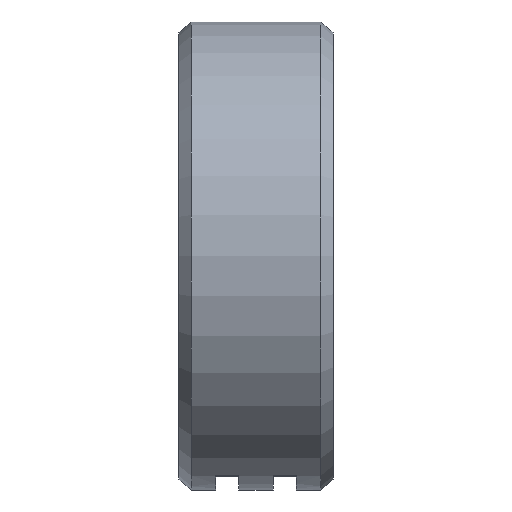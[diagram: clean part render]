
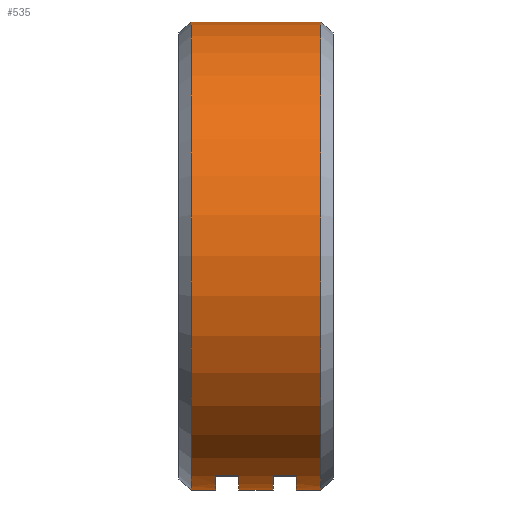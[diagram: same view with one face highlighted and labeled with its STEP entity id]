
A CAD part, top view. The second image highlights one B-rep face of the part: STEP entity #535.
In plain terms, the highlighted cylindrical face has radius 795 mm (diameter 1590 mm), a partial arc.
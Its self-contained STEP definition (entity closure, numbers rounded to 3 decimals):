
#231 = VERTEX_POINT( '', #639 );
#241 = EDGE_CURVE( '', #319, #475, #651, .T. );
#243 = VERTEX_POINT( '', #653 );
#245 = EDGE_CURVE( '', #465, #323, #655, .T. );
#291 = EDGE_CURVE( '', #485, #565, #702, .T. );
#307 = EDGE_CURVE( '', #483, #231, #723, .T. );
#319 = VERTEX_POINT( '', #737 );
#323 = VERTEX_POINT( '', #742 );
#337 = EDGE_CURVE( '', #339, #581, #757, .T. );
#339 = VERTEX_POINT( '', #759 );
#355 = EDGE_CURVE( '', #243, #503, #776, .T. );
#373 = EDGE_CURVE( '', #565, #243, #795, .T. );
#407 = EDGE_CURVE( '', #485, #475, #832, .T. );
#447 = EDGE_CURVE( '', #581, #319, #877, .T. );
#465 = VERTEX_POINT( '', #896 );
#475 = VERTEX_POINT( '', #908 );
#483 = VERTEX_POINT( '', #917 );
#485 = VERTEX_POINT( '', #919 );
#501 = EDGE_CURVE( '', #503, #465, #935, .T. );
#503 = VERTEX_POINT( '', #937 );
#535 = ADVANCED_FACE( '', ( #972 ), #973, .T. );
#565 = VERTEX_POINT( '', #1006 );
#579 = EDGE_CURVE( '', #231, #339, #1021, .T. );
#581 = VERTEX_POINT( '', #1023 );
#607 = EDGE_CURVE( '', #323, #483, #1053, .T. );
#639 = CARTESIAN_POINT( '', ( 137.5, -747.3, 271.234 ) );
#651 = LINE( '', #1096, #1097 );
#653 = CARTESIAN_POINT( '', ( -137.5, -747.3, 271.234 ) );
#655 = LINE( '', #1102, #1103 );
#702 = LINE( '', #1170, #1171 );
#723 = LINE( '', #1196, #1197 );
#737 = CARTESIAN_POINT( '', ( 220., 795., 0. ) );
#742 = CARTESIAN_POINT( '', ( 58.929, -795., 0. ) );
#757 = LINE( '', #1243, #1244 );
#759 = CARTESIAN_POINT( '', ( 137.5, -795., 0. ) );
#776 = LINE( '', #1271, #1272 );
#795 = CIRCLE( '', #1302, 795. );
#832 = CIRCLE( '', #1352, 795. );
#877 = CIRCLE( '', #1412, 795. );
#896 = CARTESIAN_POINT( '', ( -58.929, -795., 0. ) );
#908 = CARTESIAN_POINT( '', ( -220., 795., 0. ) );
#917 = CARTESIAN_POINT( '', ( 58.929, -747.3, 271.234 ) );
#919 = CARTESIAN_POINT( '', ( -220., -795., 0. ) );
#935 = CIRCLE( '', #1493, 795. );
#937 = CARTESIAN_POINT( '', ( -58.929, -747.3, 271.234 ) );
#972 = FACE_OUTER_BOUND( '', #1544, .T. );
#973 = CYLINDRICAL_SURFACE( '', #1545, 795. );
#1006 = CARTESIAN_POINT( '', ( -137.5, -795., 0. ) );
#1021 = CIRCLE( '', #1603, 795. );
#1023 = CARTESIAN_POINT( '', ( 220., -795., 0. ) );
#1053 = CIRCLE( '', #1640, 795. );
#1096 = CARTESIAN_POINT( '', ( 0., 795., 0. ) );
#1097 = VECTOR( '', #1687, 1. );
#1102 = CARTESIAN_POINT( '', ( 0., -795., 0. ) );
#1103 = VECTOR( '', #1688, 1. );
#1170 = CARTESIAN_POINT( '', ( 0., -795., 0. ) );
#1171 = VECTOR( '', #1714, 1. );
#1196 = CARTESIAN_POINT( '', ( 98.214, -747.3, 271.234 ) );
#1197 = VECTOR( '', #1761, 1. );
#1243 = CARTESIAN_POINT( '', ( 0., -795., 0. ) );
#1244 = VECTOR( '', #1807, 1. );
#1271 = CARTESIAN_POINT( '', ( -98.214, -747.3, 271.234 ) );
#1272 = VECTOR( '', #1828, 1. );
#1302 = AXIS2_PLACEMENT_3D( '', #1847, #1848, #1849 );
#1352 = AXIS2_PLACEMENT_3D( '', #1894, #1895, #1896 );
#1412 = AXIS2_PLACEMENT_3D( '', #1955, #1956, #1957 );
#1493 = AXIS2_PLACEMENT_3D( '', #2013, #2014, #2015 );
#1544 = EDGE_LOOP( '', ( #2059, #2060, #2061, #2062, #2063, #2064, #2065, #2066, #2067, #2068, #2069, #2070 ) );
#1545 = AXIS2_PLACEMENT_3D( '', #2071, #2072, #2073 );
#1603 = AXIS2_PLACEMENT_3D( '', #2118, #2119, #2120 );
#1640 = AXIS2_PLACEMENT_3D( '', #2160, #2161, #2162 );
#1687 = DIRECTION( '', ( -1., 0., 0. ) );
#1688 = DIRECTION( '', ( 1., 0., 0. ) );
#1714 = DIRECTION( '', ( 1., 0., 0. ) );
#1761 = DIRECTION( '', ( 1., 0., 0. ) );
#1807 = DIRECTION( '', ( 1., 0., 0. ) );
#1828 = DIRECTION( '', ( 1., 0., 0. ) );
#1847 = CARTESIAN_POINT( '', ( -137.5, 0., 0. ) );
#1848 = DIRECTION( '', ( -1., 0., 0. ) );
#1849 = DIRECTION( '', ( 0., 1., 0. ) );
#1894 = CARTESIAN_POINT( '', ( -220., 0., 0. ) );
#1895 = DIRECTION( '', ( -1., 0., 0. ) );
#1896 = DIRECTION( '', ( 0., 1., 0. ) );
#1955 = CARTESIAN_POINT( '', ( 220., 0., 0. ) );
#1956 = DIRECTION( '', ( -1., 0., 0. ) );
#1957 = DIRECTION( '', ( 0., 1., 0. ) );
#2013 = CARTESIAN_POINT( '', ( -58.929, 0., 0. ) );
#2014 = DIRECTION( '', ( 1., 0., 0. ) );
#2015 = DIRECTION( '', ( 0., 1., 0. ) );
#2059 = ORIENTED_EDGE( '', *, *, #241, .T. );
#2060 = ORIENTED_EDGE( '', *, *, #407, .F. );
#2061 = ORIENTED_EDGE( '', *, *, #291, .T. );
#2062 = ORIENTED_EDGE( '', *, *, #373, .T. );
#2063 = ORIENTED_EDGE( '', *, *, #355, .T. );
#2064 = ORIENTED_EDGE( '', *, *, #501, .T. );
#2065 = ORIENTED_EDGE( '', *, *, #245, .T. );
#2066 = ORIENTED_EDGE( '', *, *, #607, .T. );
#2067 = ORIENTED_EDGE( '', *, *, #307, .T. );
#2068 = ORIENTED_EDGE( '', *, *, #579, .T. );
#2069 = ORIENTED_EDGE( '', *, *, #337, .T. );
#2070 = ORIENTED_EDGE( '', *, *, #447, .T. );
#2071 = CARTESIAN_POINT( '', ( 0., 0., 0. ) );
#2072 = DIRECTION( '', ( 1., 0., 0. ) );
#2073 = DIRECTION( '', ( 0., 1., 0. ) );
#2118 = CARTESIAN_POINT( '', ( 137.5, 0., 0. ) );
#2119 = DIRECTION( '', ( 1., 0., 0. ) );
#2120 = DIRECTION( '', ( 0., 1., 0. ) );
#2160 = CARTESIAN_POINT( '', ( 58.929, 0., 0. ) );
#2161 = DIRECTION( '', ( -1., 0., 0. ) );
#2162 = DIRECTION( '', ( 0., 1., 0. ) );
